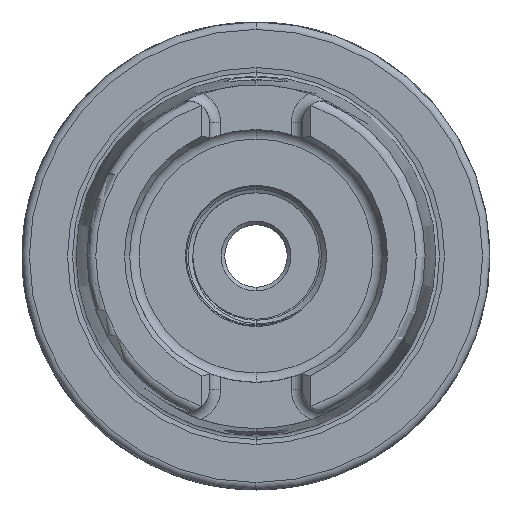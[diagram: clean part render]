
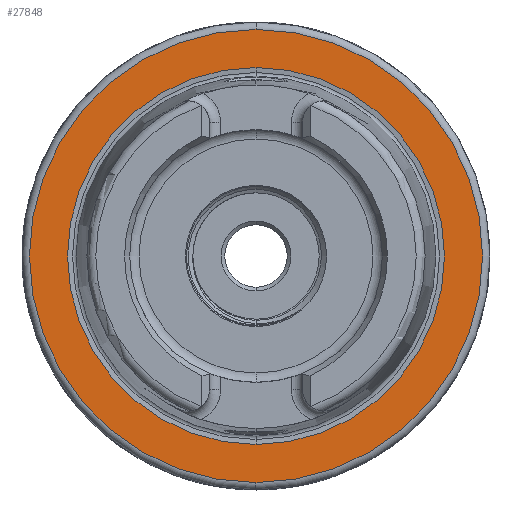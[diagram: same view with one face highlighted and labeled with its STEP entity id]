
A CAD part, left-side view. The second image highlights one B-rep face of the part: STEP entity #27848.
In plain terms, the highlighted planar face has unit normal (-1, 0, 0).
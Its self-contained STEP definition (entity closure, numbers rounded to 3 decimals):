
#252 = AXIS2_PLACEMENT_3D ( 'NONE', #22849, #22858, #22850 ) ;
#454 = AXIS2_PLACEMENT_3D ( 'NONE', #19354, #19401, #19365 ) ;
#506 = AXIS2_PLACEMENT_3D ( 'NONE', #19360, #19361, #19362 ) ;
#817 = AXIS2_PLACEMENT_3D ( 'NONE', #9949, #9932, #9939 ) ;
#856 = AXIS2_PLACEMENT_3D ( 'NONE', #9942, #9950, #9943 ) ;
#9932 = DIRECTION ( 'NONE',  ( -1., 0., 0. ) ) ;
#9939 = DIRECTION ( 'NONE',  ( 0., 0., 1. ) ) ;
#9942 = CARTESIAN_POINT ( 'NONE',  ( 0., 0., 0. ) ) ;
#9943 = DIRECTION ( 'NONE',  ( 0., 0., -1. ) ) ;
#9949 = CARTESIAN_POINT ( 'NONE',  ( 0., 0., 0. ) ) ;
#9950 = DIRECTION ( 'NONE',  ( 1., 0., 0. ) ) ;
#11676 = ORIENTED_EDGE ( 'NONE', *, *, #16263, .T. ) ;
#11684 = ORIENTED_EDGE ( 'NONE', *, *, #15764, .T. ) ;
#11694 = ORIENTED_EDGE ( 'NONE', *, *, #15769, .T. ) ;
#11748 = ORIENTED_EDGE ( 'NONE', *, *, #16260, .T. ) ;
#12547 = CIRCLE ( 'NONE', #454, 30.5 ) ;
#12595 = CIRCLE ( 'NONE', #506, 25.369 ) ;
#12989 = CIRCLE ( 'NONE', #817, 30.5 ) ;
#13000 = CIRCLE ( 'NONE', #856, 25.369 ) ;
#13348 = VERTEX_POINT ( 'NONE', #18565 ) ;
#13355 = VERTEX_POINT ( 'NONE', #18605 ) ;
#13357 = VERTEX_POINT ( 'NONE', #18560 ) ;
#13383 = VERTEX_POINT ( 'NONE', #18568 ) ;
#15764 = EDGE_CURVE ( 'NONE', #13355, #13383, #12547, .T. ) ;
#15769 = EDGE_CURVE ( 'NONE', #13348, #13357, #12595, .T. ) ;
#16260 = EDGE_CURVE ( 'NONE', #13383, #13355, #12989, .T. ) ;
#16263 = EDGE_CURVE ( 'NONE', #13357, #13348, #13000, .T. ) ;
#18350 = EDGE_LOOP ( 'NONE', ( #11676, #11694 ) ) ;
#18361 = EDGE_LOOP ( 'NONE', ( #11748, #11684 ) ) ;
#18560 = CARTESIAN_POINT ( 'NONE',  ( 0., 0., 25.369 ) ) ;
#18565 = CARTESIAN_POINT ( 'NONE',  ( 0., 0., -25.369 ) ) ;
#18568 = CARTESIAN_POINT ( 'NONE',  ( 0., 0., 30.5 ) ) ;
#18605 = CARTESIAN_POINT ( 'NONE',  ( 0., 0., -30.5 ) ) ;
#19354 = CARTESIAN_POINT ( 'NONE',  ( 0., 0., 0. ) ) ;
#19360 = CARTESIAN_POINT ( 'NONE',  ( 0., 0., 0. ) ) ;
#19361 = DIRECTION ( 'NONE',  ( 1., 0., 0. ) ) ;
#19362 = DIRECTION ( 'NONE',  ( 0., 0., -1. ) ) ;
#19365 = DIRECTION ( 'NONE',  ( 0., 0., 1. ) ) ;
#19401 = DIRECTION ( 'NONE',  ( -1., 0., 0. ) ) ;
#22849 = CARTESIAN_POINT ( 'NONE',  ( 0., 25.369, 0. ) ) ;
#22850 = DIRECTION ( 'NONE',  ( 0., 0., 1. ) ) ;
#22858 = DIRECTION ( 'NONE',  ( -1., 0., 0. ) ) ;
#22879 = PLANE ( 'NONE',  #252 ) ;
#27848 = ADVANCED_FACE ( 'NONE', ( #28126, #28127 ), #22879, .T. ) ;
#28126 = FACE_OUTER_BOUND ( 'NONE', #18361, .T. ) ;
#28127 = FACE_BOUND ( 'NONE', #18350, .T. ) ;
